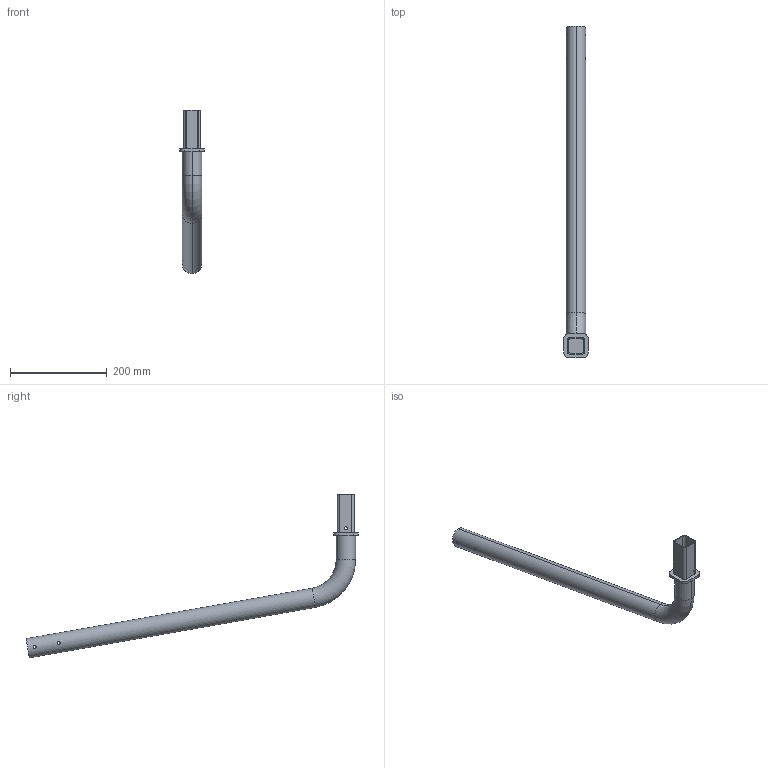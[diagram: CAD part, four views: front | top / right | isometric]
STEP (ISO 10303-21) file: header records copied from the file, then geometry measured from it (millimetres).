
FILE_DESCRIPTION (( 'STEP AP203' ), '1' );
FILE_NAME ('pousse-pousse 2.STEP', '2020-12-03T10:31:31', ( '' ), ( '' ), 'SwSTEP 2.0', 'SolidWorks 2019', '' );
FILE_SCHEMA (( 'CONFIG_CONTROL_DESIGN' ));
Length unit declared in the file: millimetre
Products named in the file (1): pousse-pousse 2
Bounding box: 50 x 685.47 x 337.67 mm (x, y, z)
Volume: 214715.4 mm3; surface area: 207240.7 mm2
Topology: 1 solids, 1 shells, 54 faces, 136 edges, 88 vertices
Faces by surface type: cylinder 32, plane 18, torus 4
Entity records: 2221 total; most frequent: CARTESIAN_POINT 803, DIRECTION 282, ORIENTED_EDGE 272, EDGE_CURVE 136, AXIS2_PLACEMENT_3D 107, VERTEX_POINT 88, EDGE_LOOP 70, VECTOR 68
